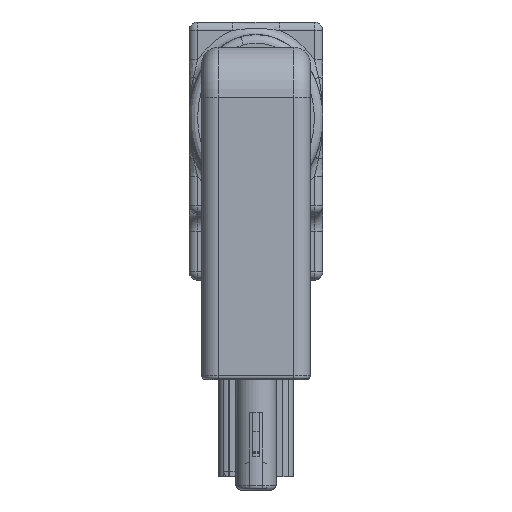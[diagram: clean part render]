
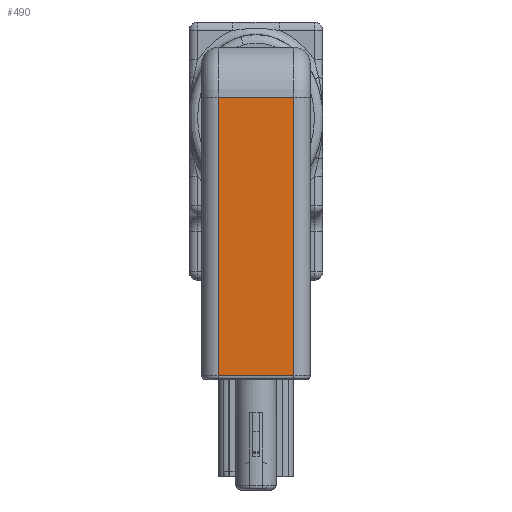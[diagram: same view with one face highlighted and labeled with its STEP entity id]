
A CAD part, left-side view. The second image highlights one B-rep face of the part: STEP entity #490.
In plain terms, the highlighted planar face has unit normal (-1, 0, 0).
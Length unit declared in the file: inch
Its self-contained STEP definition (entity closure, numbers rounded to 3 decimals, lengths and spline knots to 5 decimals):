
#490 = ADVANCED_FACE ( 'NONE', ( #83711 ), #68938, .F. ) ;
#657 = VECTOR ( 'NONE', #23154, 39.37008 ) ;
#1426 = DIRECTION ( 'NONE',  ( 1., 0., 0. ) ) ;
#3947 = CARTESIAN_POINT ( 'NONE',  ( -0.24311, 0.00787, 0.12795 ) ) ;
#11773 = ORIENTED_EDGE ( 'NONE', *, *, #70375, .T. ) ;
#13027 = VERTEX_POINT ( 'NONE', #45800 ) ;
#16697 = CARTESIAN_POINT ( 'NONE',  ( -0.24311, -0.00197, 0.08858 ) ) ;
#16709 = LINE ( 'NONE', #3947, #44158 ) ;
#18534 = LINE ( 'NONE', #51138, #657 ) ;
#21187 = CARTESIAN_POINT ( 'NONE',  ( -0.24311, 0.00787, 0.08858 ) ) ;
#23154 = DIRECTION ( 'NONE',  ( 0., 0., -1. ) ) ;
#26074 = EDGE_LOOP ( 'NONE', ( #69463, #41390, #78763, #11773 ) ) ;
#37562 = DIRECTION ( 'NONE',  ( 0., 0., 1. ) ) ;
#39680 = LINE ( 'NONE', #74996, #50252 ) ;
#41390 = ORIENTED_EDGE ( 'NONE', *, *, #46139, .T. ) ;
#42084 = DIRECTION ( 'NONE',  ( 0., 1., 0. ) ) ;
#44158 = VECTOR ( 'NONE', #37562, 39.37008 ) ;
#45455 = CARTESIAN_POINT ( 'NONE',  ( -0.24311, 0.66339, -0.08858 ) ) ;
#45476 = VERTEX_POINT ( 'NONE', #45455 ) ;
#45800 = CARTESIAN_POINT ( 'NONE',  ( -0.24311, 0.00787, -0.08858 ) ) ;
#46139 = EDGE_CURVE ( 'NONE', #45476, #13027, #39680, .T. ) ;
#47453 = AXIS2_PLACEMENT_3D ( 'NONE', #82509, #1426, #42084 ) ;
#47939 = LINE ( 'NONE', #16697, #50023 ) ;
#50023 = VECTOR ( 'NONE', #57415, 39.37008 ) ;
#50252 = VECTOR ( 'NONE', #82334, 39.37008 ) ;
#51138 = CARTESIAN_POINT ( 'NONE',  ( -0.24311, 0.66339, 0.12795 ) ) ;
#55203 = CARTESIAN_POINT ( 'NONE',  ( -0.24311, 0.66339, 0.08858 ) ) ;
#57415 = DIRECTION ( 'NONE',  ( 0., 1., 0. ) ) ;
#65385 = VERTEX_POINT ( 'NONE', #21187 ) ;
#67107 = EDGE_CURVE ( 'NONE', #69856, #45476, #18534, .T. ) ;
#68938 = PLANE ( 'NONE',  #47453 ) ;
#69463 = ORIENTED_EDGE ( 'NONE', *, *, #67107, .T. ) ;
#69856 = VERTEX_POINT ( 'NONE', #55203 ) ;
#70375 = EDGE_CURVE ( 'NONE', #65385, #69856, #47939, .T. ) ;
#74137 = EDGE_CURVE ( 'NONE', #13027, #65385, #16709, .T. ) ;
#74996 = CARTESIAN_POINT ( 'NONE',  ( -0.24311, 0.00787, -0.08858 ) ) ;
#78763 = ORIENTED_EDGE ( 'NONE', *, *, #74137, .T. ) ;
#82334 = DIRECTION ( 'NONE',  ( 0., -1., 0. ) ) ;
#82509 = CARTESIAN_POINT ( 'NONE',  ( -0.24311, -0.00197, 0.12795 ) ) ;
#83711 = FACE_OUTER_BOUND ( 'NONE', #26074, .T. ) ;
